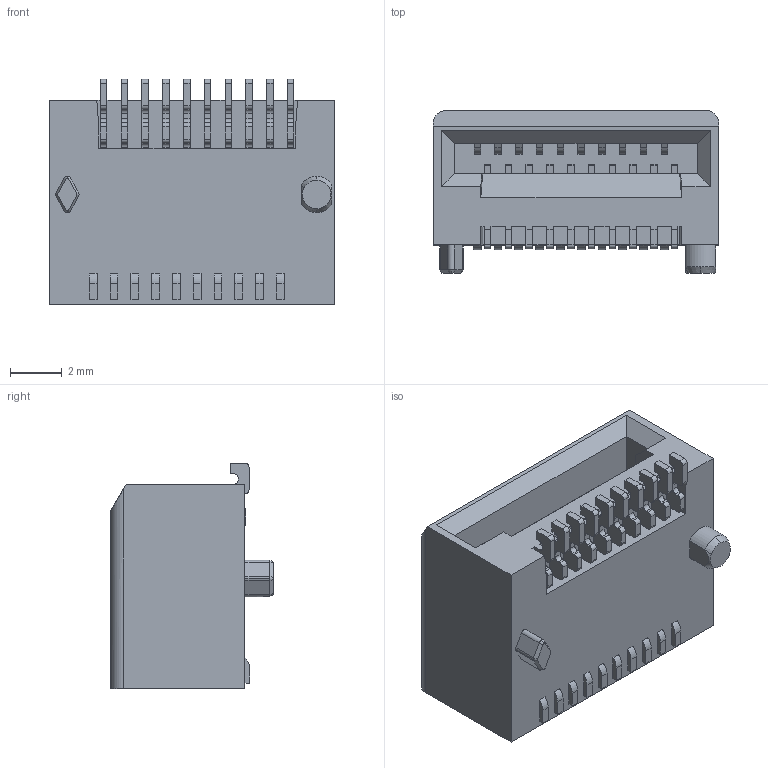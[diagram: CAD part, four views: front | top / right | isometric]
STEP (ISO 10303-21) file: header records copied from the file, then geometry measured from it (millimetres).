
FILE_DESCRIPTION(('STEP AP242'),'1');
FILE_NAME('2170088-2.stp','2025-06-11T00:54:28',('TraceParts'),('TraceParts S.A.'),'Spatial InterOp 3D',' ',' ');
FILE_SCHEMA(('AP242_MANAGED_MODEL_BASED_3D_ENGINEERING_MIM_LF {1 0 10303 442 1 1 4}'));
Length unit declared in the file: millimetre
Products named in the file (1): C-2170088-2
Bounding box: 11 x 6.27 x 8.67 mm (x, y, z)
Volume: 371 mm3; surface area: 555.4 mm2
Topology: 1 solids, 1 shells, 467 faces, 1343 edges, 891 vertices
Faces by surface type: plane 288, cylinder 170, cone 9
Entity records: 15447 total; most frequent: CARTESIAN_POINT 2759, ORIENTED_EDGE 2686, DIRECTION 2625, EDGE_CURVE 1343, LINE 987, VECTOR 987, VERTEX_POINT 891, AXIS2_PLACEMENT_3D 819
